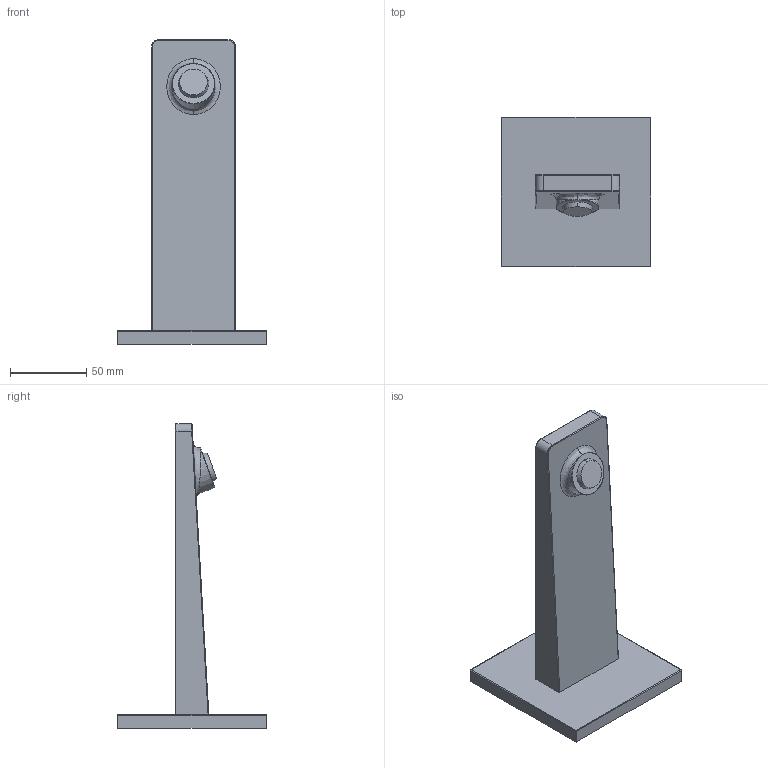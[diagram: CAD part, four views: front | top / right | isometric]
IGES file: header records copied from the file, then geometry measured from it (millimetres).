
Start section:  PTC IGES file: a42397_iges.igs
Global section: file name: a42397_iges.igs; native system: Creo Parametric by Parametric Technology Corporation; preprocessor: 2013410; author: dogantufan.cirakoglu; organization: Unknown; date: 20140910.152710; units: millimetre
Bounding box: 98 x 98 x 199.3 mm (x, y, z)
Surface area: 52241.1 mm2 (no closed solid volume)
Topology: 0 solids, 4 shells, 45 faces, 121 edges, 81 vertices
Faces by surface type: revolution 26, bspline 19
